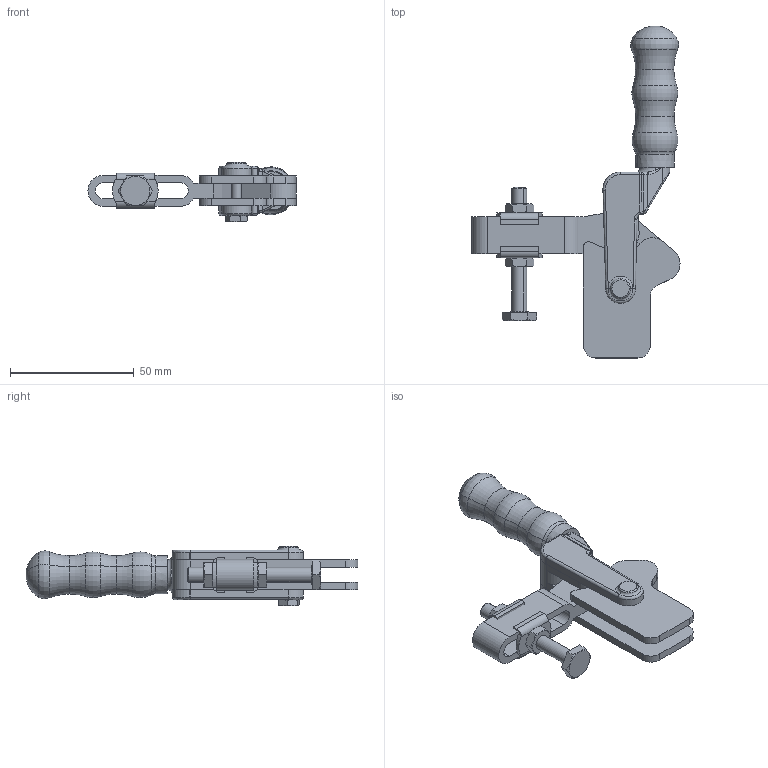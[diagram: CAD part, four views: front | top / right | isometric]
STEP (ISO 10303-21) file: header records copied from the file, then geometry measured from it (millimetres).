
FILE_DESCRIPTION (( 'STEP AP214' ), '1' );
FILE_NAME ('GH-70320(Â²¤Æ)-1.STEP', '2020-03-16T05:32:39', ( 'LinWei' ), ( '' ), 'SwSTEP 2.0', 'SolidWorks 2016', '' );
FILE_SCHEMA (( 'AUTOMOTIVE_DESIGN' ));
Length unit declared in the file: millimetre
Products named in the file (6): 4701608-1^GH-70320(簡化)-1; Group5^GH-70320(簡化)-1; Group1^GH-70320(簡化)-1; Group2^GH-70320(簡化)-1; Group4^GH-70320(簡化)-1; GH-70320(簡化)-1
Assembly tree (5 placements, depth 2):
  GH-70320(簡化)-1
    Group4^GH-70320(簡化)-1
    Group2^GH-70320(簡化)-1
    Group1^GH-70320(簡化)-1
    Group5^GH-70320(簡化)-1
    4701608-1^GH-70320(簡化)-1
Bounding box: 84 x 134.02 x 23.95 mm (x, y, z)
Volume: 43425.6 mm3; surface area: 24734.1 mm2
Topology: 5 solids, 5 shells, 327 faces, 804 edges, 488 vertices
Faces by surface type: plane 114, cylinder 100, cone 46, torus 39, bspline 26, sphere 2
Entity records: 11710 total; most frequent: CARTESIAN_POINT 3110, DIRECTION 1604, ORIENTED_EDGE 1588, EDGE_CURVE 794, AXIS2_PLACEMENT_3D 648, VERTEX_POINT 486, EDGE_LOOP 354, CIRCLE 339
